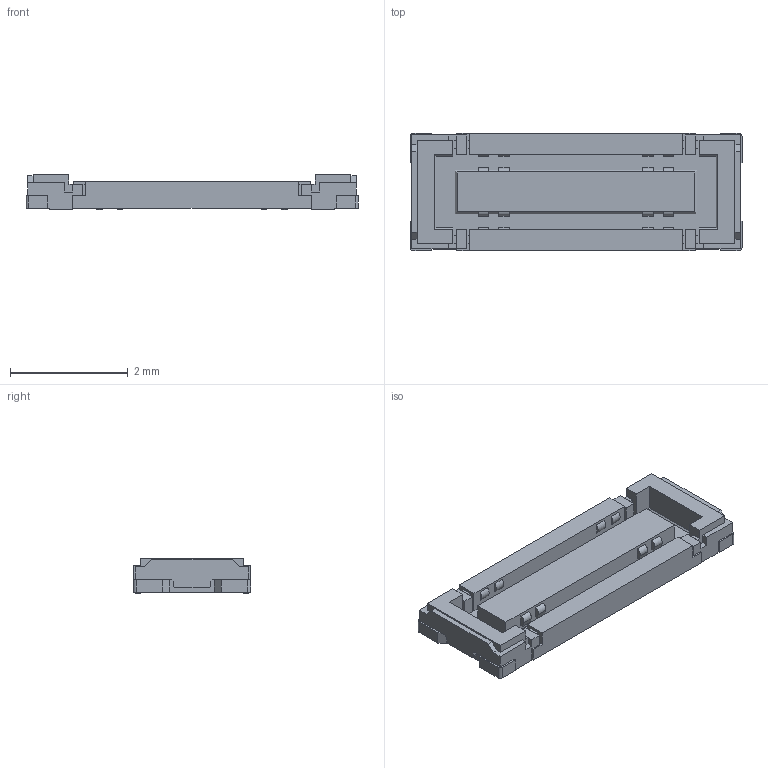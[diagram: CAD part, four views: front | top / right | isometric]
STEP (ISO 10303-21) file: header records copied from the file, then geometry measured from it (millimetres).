
FILE_DESCRIPTION(/* description */ (''),/* implementation_level */ '2;1');
FILE_NAME(/* name */ 'MOLEX_504618-2010.stp',/* time_stamp */ '2017-01-17T10:48:06+01:00',/* author */ ('riccim'),/* organization */ ('SolidWorks'),/* preprocessor_version */ 'ST-DEVELOPER v15.5',/* originating_system */ 'AutoCAD Mechanical',/* authorisation */ ' ');
FILE_SCHEMA (('AUTOMOTIVE_DESIGN { 1 0 10303 214 3 1 1 }'));
Length unit declared in the file: millimetre
Products named in the file (1): Product
Bounding box: 5.65 x 2 x 0.6 mm (x, y, z)
Volume: 4 mm3; surface area: 47.2 mm2
Topology: 27 solids, 27 shells, 325 faces, 802 edges, 532 vertices
Faces by surface type: plane 293, cylinder 32
Entity records: 9476 total; most frequent: CARTESIAN_POINT 1660, ORIENTED_EDGE 1604, DIRECTION 1518, EDGE_CURVE 802, LINE 738, VECTOR 738, VERTEX_POINT 532, AXIS2_PLACEMENT_3D 390
